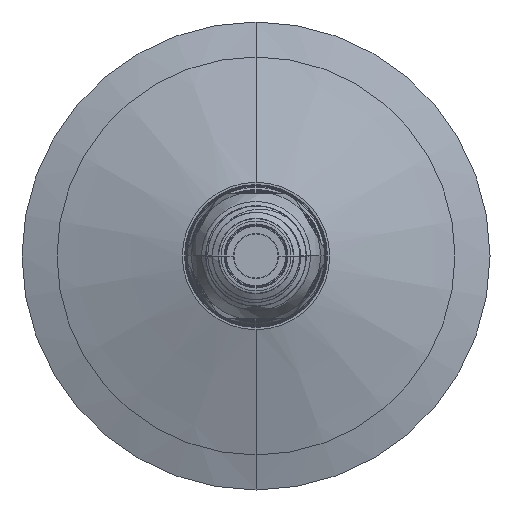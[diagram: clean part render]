
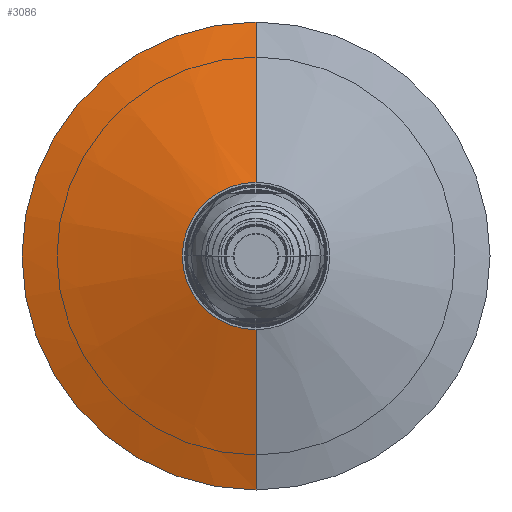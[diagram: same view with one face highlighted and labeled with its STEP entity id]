
A CAD part, front view. The second image highlights one B-rep face of the part: STEP entity #3086.
In plain terms, the highlighted conical face has half-angle 71.993 degrees and reference radius 20.875 mm.
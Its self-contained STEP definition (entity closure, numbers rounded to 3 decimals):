
#862=CARTESIAN_POINT('',(0.,52.46,0.));
#863=DIRECTION('',(0.,1.,0.));
#864=DIRECTION('',(1.,0.,0.));
#865=AXIS2_PLACEMENT_3D('',#862,#863,#864);
#890=CARTESIAN_POINT('',(0.,59.53,0.));
#891=DIRECTION('',(0.,-1.,0.));
#892=DIRECTION('',(-1.,0.,0.));
#893=AXIS2_PLACEMENT_3D('',#890,#891,#892);
#915=DIRECTION('',(-0.951,0.309,0.));
#916=VECTOR('',#915,22.87);
#917=CARTESIAN_POINT('',(31.75,52.46,0.));
#918=LINE('',#917,#916);
#919=DIRECTION('',(0.951,0.309,0.));
#920=VECTOR('',#919,22.87);
#921=CARTESIAN_POINT('',(-31.75,52.46,0.));
#922=LINE('',#921,#920);
#2189=CARTESIAN_POINT('',(-10.,59.53,0.));
#2190=CARTESIAN_POINT('',(10.,59.53,0.));
#2191=VERTEX_POINT('',#2189);
#2192=VERTEX_POINT('',#2190);
#2193=CARTESIAN_POINT('',(31.75,52.46,0.));
#2194=CARTESIAN_POINT('',(-31.75,52.46,0.));
#2195=VERTEX_POINT('',#2193);
#2196=VERTEX_POINT('',#2194);
#3072=CARTESIAN_POINT('',(0.,55.995,0.));
#3073=DIRECTION('',(0.,-1.,0.));
#3074=DIRECTION('',(-1.,0.,0.));
#3075=AXIS2_PLACEMENT_3D('',#3072,#3073,#3074);
#3076=CONICAL_SURFACE('',#3075,20.875,71.993);
#3078=ORIENTED_EDGE('',*,*,#3077,.F.);
#3080=ORIENTED_EDGE('',*,*,#3079,.F.);
#3081=ORIENTED_EDGE('',*,*,#3046,.F.);
#3083=ORIENTED_EDGE('',*,*,#3082,.T.);
#3084=EDGE_LOOP('',(#3078,#3080,#3081,#3083));
#3085=FACE_OUTER_BOUND('',#3084,.F.);
#3086=ADVANCED_FACE('',(#3085),#3076,.T.);
#866=CIRCLE('',#865,31.75);
#894=CIRCLE('',#893,10.);
#3046=EDGE_CURVE('',#2195,#2196,#866,.T.);
#3077=EDGE_CURVE('',#2191,#2192,#894,.T.);
#3079=EDGE_CURVE('',#2196,#2191,#922,.T.);
#3082=EDGE_CURVE('',#2195,#2192,#918,.T.);
